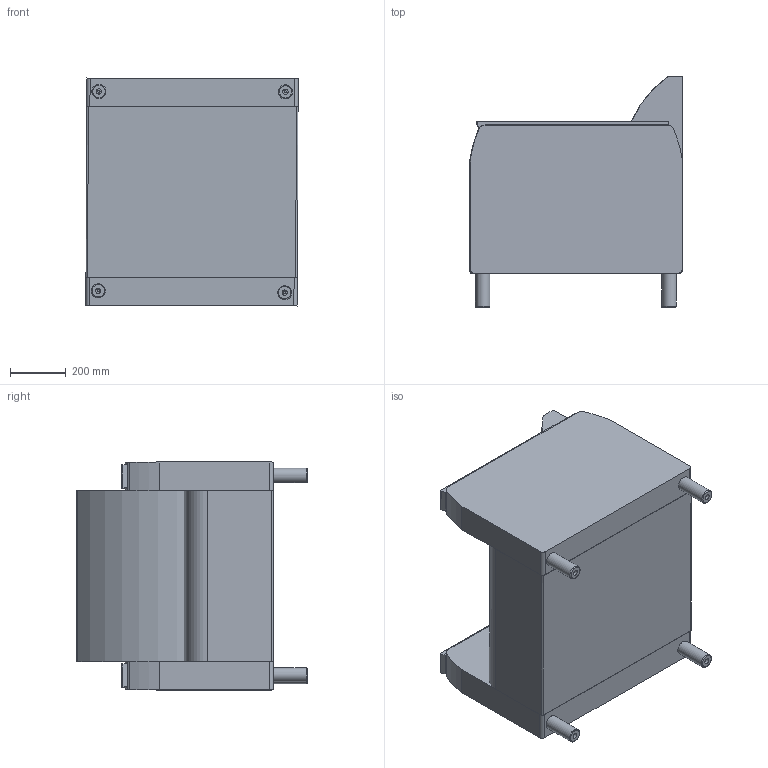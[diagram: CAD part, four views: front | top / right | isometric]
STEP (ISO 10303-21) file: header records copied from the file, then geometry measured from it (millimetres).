
FILE_DESCRIPTION(/* description */ (''),/* implementation_level */ '2;1');
FILE_NAME(/* name */ 'AS12AU.stp',/* time_stamp */ '2015-03-09T06:55:34-04:00',/* author */ ('jbosley'),/* organization */ (''),/* preprocessor_version */ 'ST-DEVELOPER v15.6',/* originating_system */ 'Autodesk Inventor 2015',/* authorisation */ '');
FILE_SCHEMA (('AUTOMOTIVE_DESIGN { 1 0 10303 214 3 1 1 }'));
Length unit declared in the file: inch
Products named in the file (6): AS10 UBASE; AS12 AC UARML-2; AS12 AC UARMR-2; LEG RD2X5 PLT; DIA10 MAC FLAT; AS12AU
Bounding box: 764.18 x 829.95 x 821.18 mm (x, y, z)
Volume: 273518792.5 mm3; surface area: 4868996.3 mm2
Topology: 9 solids, 9 shells, 100 faces, 222 edges, 144 vertices
Faces by surface type: cylinder 45, plane 43, torus 8, bspline 4
Full cylindrical faces by diameter (mm): 7.938 x4, 19.05 x4, 50.8 x4
Entity records: 2413 total; most frequent: CARTESIAN_POINT 750, DIRECTION 345, ORIENTED_EDGE 300, EDGE_CURVE 150, AXIS2_PLACEMENT_3D 132, VERTEX_POINT 101, LINE 81, VECTOR 81
